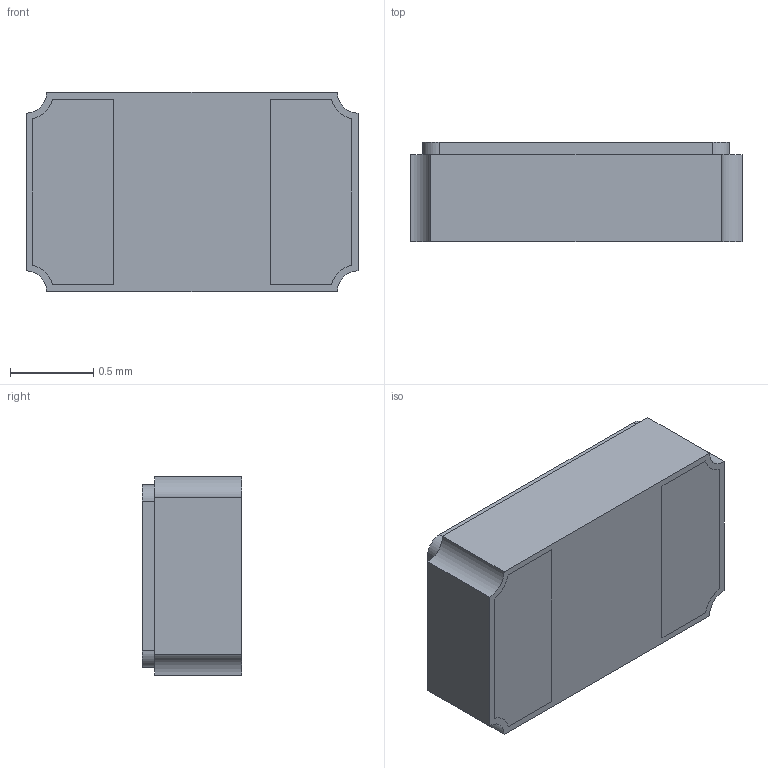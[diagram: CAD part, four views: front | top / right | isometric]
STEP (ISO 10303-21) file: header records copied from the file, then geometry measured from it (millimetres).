
FILE_DESCRIPTION (( 'STEP AP214' ), '1' );
FILE_NAME ('CM8V-T1A.STEP', '2022-06-26T05:06:56', ( '' ), ( '' ), 'SwSTEP 2.0', 'SolidWorks 2017', '' );
FILE_SCHEMA (( 'AUTOMOTIVE_DESIGN' ));
Length unit declared in the file: millimetre
Products named in the file (1): CM8V-T1A
Bounding box: 2 x 0.6 x 1.2 mm (x, y, z)
Volume: 1.4 mm3; surface area: 15.8 mm2
Topology: 4 solids, 4 shells, 50 faces, 120 edges, 80 vertices
Faces by surface type: plane 34, cylinder 16
Entity records: 1517 total; most frequent: DIRECTION 254, CARTESIAN_POINT 251, ORIENTED_EDGE 240, EDGE_CURVE 120, VECTOR 88, LINE 88, AXIS2_PLACEMENT_3D 83, VERTEX_POINT 80
